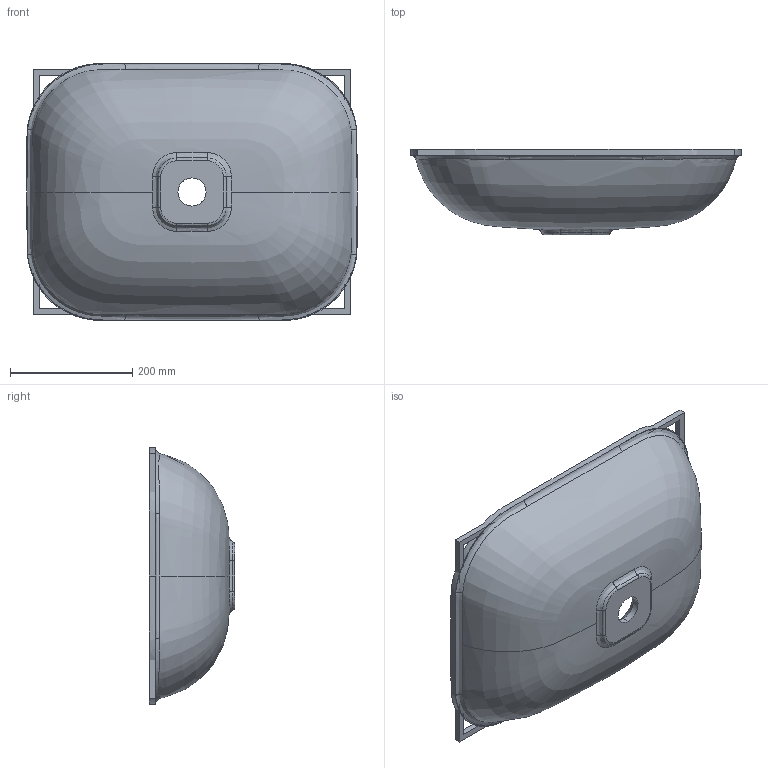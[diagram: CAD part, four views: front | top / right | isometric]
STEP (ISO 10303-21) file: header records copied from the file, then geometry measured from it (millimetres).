
FILE_DESCRIPTION (( 'STEP AP214' ), '1' );
FILE_NAME ('Z795-3 Curve II klein_Bohrung.STEP', '2018-06-29T08:58:37', ( '' ), ( '' ), 'SwSTEP 2.0', 'SolidWorks 2017', '' );
FILE_SCHEMA (( 'AUTOMOTIVE_DESIGN' ));
Length unit declared in the file: millimetre
Products named in the file (2): Z795-3 Curve II klein_Bohrung
Bounding box: 540 x 140 x 420 mm (x, y, z)
Volume: 4579001.8 mm3; surface area: 677680.3 mm2
Topology: 2 solids, 2 shells, 50 faces, 125 edges, 79 vertices
Faces by surface type: bspline 32, plane 16, cylinder 2
Entity records: 58594 total; most frequent: CARTESIAN_POINT 57575, ORIENTED_EDGE 250, EDGE_CURVE 125, DIRECTION 120, VERTEX_POINT 79, B_SPLINE_CURVE_WITH_KNOTS 71, EDGE_LOOP 54, FACE_OUTER_BOUND 50
